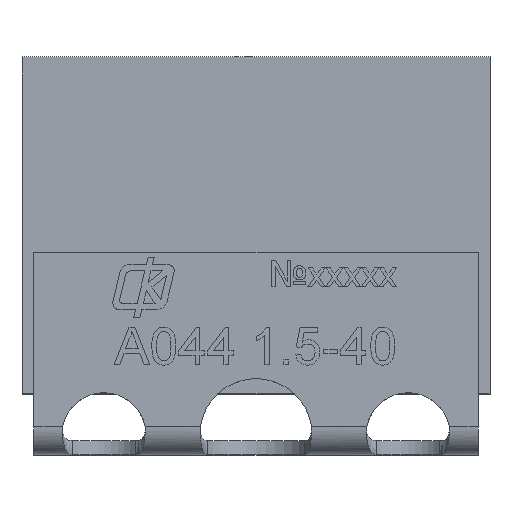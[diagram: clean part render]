
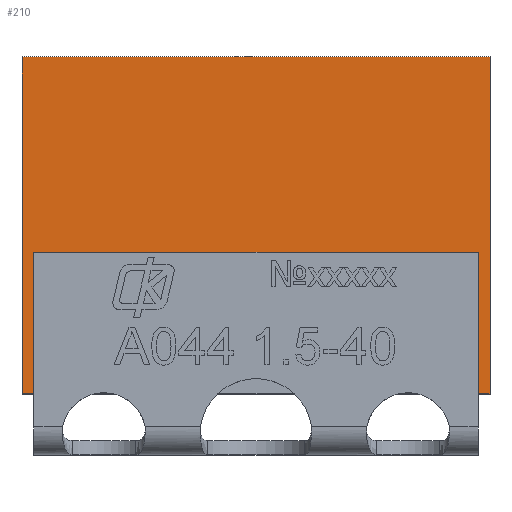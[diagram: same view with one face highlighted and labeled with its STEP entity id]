
A CAD part, top view. The second image highlights one B-rep face of the part: STEP entity #210.
In plain terms, the highlighted planar face has unit normal (0, 0, 1).
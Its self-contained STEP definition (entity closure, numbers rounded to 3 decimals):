
#210=ADVANCED_FACE('',(#3351),#3353,.F.);
#3351=FACE_BOUND('',#3352,.T.);
#3352=EDGE_LOOP('',(#7210,#7211,#7212,#7213,#7214,#7215,#7216,#7217));
#3353=PLANE('',#3354);
#3354=AXIS2_PLACEMENT_3D('',#3355,#3356,#3357);
#3355=CARTESIAN_POINT('',(-5.,3.6,1.8));
#3356=DIRECTION('',(0.,0.,-1.));
#3357=DIRECTION('',(-1.,0.,0.));
#7210=ORIENTED_EDGE('',*,*,#9063,.T.);
#7211=ORIENTED_EDGE('',*,*,#9064,.T.);
#7212=ORIENTED_EDGE('',*,*,#9065,.F.);
#7213=ORIENTED_EDGE('',*,*,#9014,.F.);
#7214=ORIENTED_EDGE('',*,*,#9062,.F.);
#7215=ORIENTED_EDGE('',*,*,#9033,.T.);
#7216=ORIENTED_EDGE('',*,*,#9066,.F.);
#7217=ORIENTED_EDGE('',*,*,#9067,.T.);
#9014=EDGE_CURVE('',#9974,#9975,#9976,.T.);
#9033=EDGE_CURVE('',#10013,#10011,#10014,.T.);
#9062=EDGE_CURVE('',#10013,#9974,#10065,.T.);
#9063=EDGE_CURVE('',#10066,#10067,#10068,.T.);
#9064=EDGE_CURVE('',#10067,#10069,#10070,.T.);
#9065=EDGE_CURVE('',#9975,#10069,#10071,.T.);
#9066=EDGE_CURVE('',#10072,#10011,#10073,.T.);
#9067=EDGE_CURVE('',#10072,#10066,#10074,.T.);
#9974=VERTEX_POINT('',#11576);
#9975=VERTEX_POINT('',#11577);
#9976=LINE('',#11578,#11579);
#10011=VERTEX_POINT('',#11649);
#10013=VERTEX_POINT('',#11653);
#10014=LINE('',#11654,#11655);
#10065=LINE('',#11763,#11764);
#10066=VERTEX_POINT('',#11766);
#10067=VERTEX_POINT('',#11767);
#10068=LINE('',#11768,#11769);
#10069=VERTEX_POINT('',#11771);
#10070=LINE('',#11772,#11773);
#10071=LINE('',#11775,#11776);
#10072=VERTEX_POINT('',#11778);
#10073=LINE('',#11779,#11780);
#10074=LINE('',#11782,#11783);
#11576=CARTESIAN_POINT('',(5.,3.6,1.8));
#11577=CARTESIAN_POINT('',(5.,-3.6,1.8));
#11578=CARTESIAN_POINT('',(5.,3.6,1.8));
#11579=VECTOR('',#11580,1.);
#11580=DIRECTION('',(0.,-1.,0.));
#11649=CARTESIAN_POINT('',(-5.,-3.6,1.8));
#11653=CARTESIAN_POINT('',(-5.,3.6,1.8));
#11654=CARTESIAN_POINT('',(-5.,3.6,1.8));
#11655=VECTOR('',#11656,1.);
#11656=DIRECTION('',(0.,-1.,0.));
#11763=CARTESIAN_POINT('',(-5.,3.6,1.8));
#11764=VECTOR('',#11765,1.);
#11765=DIRECTION('',(1.,0.,0.));
#11766=CARTESIAN_POINT('',(-4.75,-0.575,1.8));
#11767=CARTESIAN_POINT('',(4.75,-0.575,1.8));
#11768=CARTESIAN_POINT('',(-4.75,-0.575,1.8));
#11769=VECTOR('',#11770,1.);
#11770=DIRECTION('',(1.,0.,0.));
#11771=CARTESIAN_POINT('',(4.75,-3.6,1.8));
#11772=CARTESIAN_POINT('',(4.75,-0.575,1.8));
#11773=VECTOR('',#11774,1.);
#11774=DIRECTION('',(0.,-1.,0.));
#11775=CARTESIAN_POINT('',(5.,-3.6,1.8));
#11776=VECTOR('',#11777,1.);
#11777=DIRECTION('',(-1.,0.,0.));
#11778=CARTESIAN_POINT('',(-4.75,-3.6,1.8));
#11779=CARTESIAN_POINT('',(-4.75,-3.6,1.8));
#11780=VECTOR('',#11781,1.);
#11781=DIRECTION('',(-1.,0.,0.));
#11782=CARTESIAN_POINT('',(-4.75,-3.6,1.8));
#11783=VECTOR('',#11784,1.);
#11784=DIRECTION('',(0.,1.,0.));
